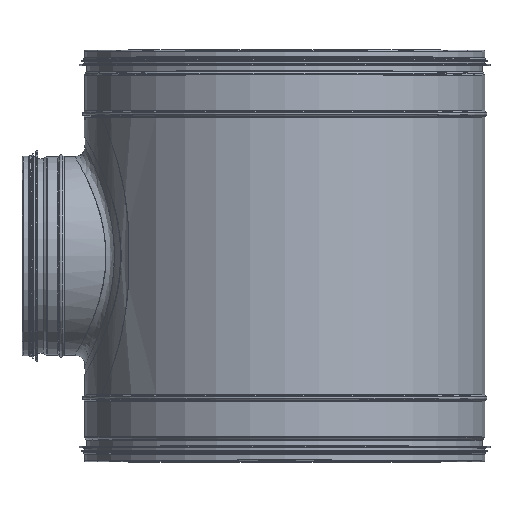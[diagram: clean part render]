
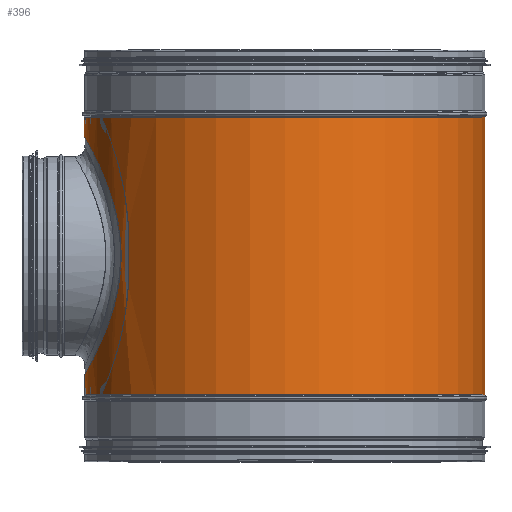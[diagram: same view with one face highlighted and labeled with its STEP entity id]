
A CAD part, top view. The second image highlights one B-rep face of the part: STEP entity #396.
In plain terms, the highlighted cylindrical face has radius 199.4 mm (diameter 398.8 mm), a full revolution.
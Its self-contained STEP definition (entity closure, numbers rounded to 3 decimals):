
#125=CARTESIAN_POINT('',(-163.4,204.5,-114.284));
#126=VERTEX_POINT('',#125);
#162=CARTESIAN_POINT('',(-163.4,204.5,114.284));
#163=VERTEX_POINT('',#162);
#186=CARTESIAN_POINT('',(-199.4,85.5,0.));
#187=VERTEX_POINT('',#186);
#188=CARTESIAN_POINT('',(-163.4,204.5,114.284));
#189=CARTESIAN_POINT('',(-163.4,197.001,114.284));
#190=CARTESIAN_POINT('',(-163.887,189.3,113.598));
#191=CARTESIAN_POINT('',(-165.82,174.063,110.756));
#192=CARTESIAN_POINT('',(-167.263,166.526,108.603));
#193=CARTESIAN_POINT('',(-170.801,152.111,102.95));
#194=CARTESIAN_POINT('',(-172.893,145.219,99.446));
#195=CARTESIAN_POINT('',(-177.3,132.452,91.359));
#196=CARTESIAN_POINT('',(-179.609,126.576,86.774));
#197=CARTESIAN_POINT('',(-184.038,116.079,76.94));
#198=CARTESIAN_POINT('',(-186.322,111.081,71.324));
#199=CARTESIAN_POINT('',(-190.595,102.182,58.964));
#200=CARTESIAN_POINT('',(-192.579,98.281,52.221));
#201=CARTESIAN_POINT('',(-195.881,91.948,38.001));
#202=CARTESIAN_POINT('',(-197.201,89.512,30.509));
#203=CARTESIAN_POINT('',(-198.961,86.287,15.284));
#204=CARTESIAN_POINT('',(-199.4,85.5,7.551));
#205=CARTESIAN_POINT('',(-199.4,85.5,0.));
#206=B_SPLINE_CURVE_WITH_KNOTS('',3,(#188,#189,#190,#191,#192,#193,#194,#195,#196,#197,#198,#199,#200,#201,#202,#203,#204,#205),.UNSPECIFIED.,.F.,.U.,(4,2,2,2,2,2,2,2,4),(0.0,2.25,4.499,6.749,8.998,11.264,13.529,15.794,18.06),.UNSPECIFIED.);
#207=EDGE_CURVE('',#163,#187,#206,.T.);
#248=CARTESIAN_POINT('',(-199.4,85.5,0.));
#249=CARTESIAN_POINT('',(-199.4,85.5,-7.551));
#250=CARTESIAN_POINT('',(-198.961,86.287,-15.284));
#251=CARTESIAN_POINT('',(-197.201,89.512,-30.509));
#252=CARTESIAN_POINT('',(-195.881,91.948,-38.001));
#253=CARTESIAN_POINT('',(-192.579,98.281,-52.221));
#254=CARTESIAN_POINT('',(-190.595,102.182,-58.964));
#255=CARTESIAN_POINT('',(-186.322,111.081,-71.324));
#256=CARTESIAN_POINT('',(-184.038,116.079,-76.94));
#257=CARTESIAN_POINT('',(-179.609,126.576,-86.774));
#258=CARTESIAN_POINT('',(-177.3,132.452,-91.359));
#259=CARTESIAN_POINT('',(-172.893,145.219,-99.446));
#260=CARTESIAN_POINT('',(-170.801,152.111,-102.95));
#261=CARTESIAN_POINT('',(-167.263,166.526,-108.603));
#262=CARTESIAN_POINT('',(-165.82,174.063,-110.756));
#263=CARTESIAN_POINT('',(-163.887,189.3,-113.598));
#264=CARTESIAN_POINT('',(-163.4,197.001,-114.284));
#265=CARTESIAN_POINT('',(-163.4,204.5,-114.284));
#266=B_SPLINE_CURVE_WITH_KNOTS('',3,(#248,#249,#250,#251,#252,#253,#254,#255,#256,#257,#258,#259,#260,#261,#262,#263,#264,#265),.UNSPECIFIED.,.F.,.U.,(4,2,2,2,2,2,2,2,4),(18.06,20.325,22.59,24.856,27.121,29.371,31.62,33.87,36.119),.UNSPECIFIED.);
#267=EDGE_CURVE('',#187,#126,#266,.T.);
#277=CARTESIAN_POINT('',(-199.4,323.5,0.0));
#278=VERTEX_POINT('',#277);
#279=CARTESIAN_POINT('',(-199.4,323.5,0.));
#280=CARTESIAN_POINT('',(-199.4,323.5,7.551));
#281=CARTESIAN_POINT('',(-198.961,322.713,15.284));
#282=CARTESIAN_POINT('',(-197.201,319.488,30.509));
#283=CARTESIAN_POINT('',(-195.881,317.052,38.001));
#284=CARTESIAN_POINT('',(-192.579,310.719,52.221));
#285=CARTESIAN_POINT('',(-190.595,306.818,58.964));
#286=CARTESIAN_POINT('',(-186.322,297.919,71.324));
#287=CARTESIAN_POINT('',(-184.038,292.921,76.94));
#288=CARTESIAN_POINT('',(-179.609,282.424,86.774));
#289=CARTESIAN_POINT('',(-177.3,276.548,91.359));
#290=CARTESIAN_POINT('',(-172.893,263.781,99.446));
#291=CARTESIAN_POINT('',(-170.801,256.889,102.95));
#292=CARTESIAN_POINT('',(-167.263,242.474,108.603));
#293=CARTESIAN_POINT('',(-165.82,234.937,110.756));
#294=CARTESIAN_POINT('',(-163.887,219.7,113.598));
#295=CARTESIAN_POINT('',(-163.4,211.999,114.284));
#296=CARTESIAN_POINT('',(-163.4,204.5,114.284));
#297=B_SPLINE_CURVE_WITH_KNOTS('',3,(#279,#280,#281,#282,#283,#284,#285,#286,#287,#288,#289,#290,#291,#292,#293,#294,#295,#296),.UNSPECIFIED.,.F.,.U.,(4,2,2,2,2,2,2,2,4),(54.179,56.445,58.71,60.975,63.241,65.49,67.74,69.989,72.239),.UNSPECIFIED.);
#298=EDGE_CURVE('',#278,#163,#297,.T.);
#300=CARTESIAN_POINT('',(-163.4,204.5,-114.284));
#301=CARTESIAN_POINT('',(-163.4,211.999,-114.284));
#302=CARTESIAN_POINT('',(-163.887,219.7,-113.598));
#303=CARTESIAN_POINT('',(-165.82,234.937,-110.756));
#304=CARTESIAN_POINT('',(-167.263,242.474,-108.603));
#305=CARTESIAN_POINT('',(-170.801,256.889,-102.95));
#306=CARTESIAN_POINT('',(-172.893,263.781,-99.446));
#307=CARTESIAN_POINT('',(-177.3,276.548,-91.359));
#308=CARTESIAN_POINT('',(-179.609,282.424,-86.774));
#309=CARTESIAN_POINT('',(-184.038,292.921,-76.94));
#310=CARTESIAN_POINT('',(-186.322,297.919,-71.324));
#311=CARTESIAN_POINT('',(-190.595,306.818,-58.964));
#312=CARTESIAN_POINT('',(-192.579,310.719,-52.221));
#313=CARTESIAN_POINT('',(-195.881,317.052,-38.001));
#314=CARTESIAN_POINT('',(-197.201,319.488,-30.509));
#315=CARTESIAN_POINT('',(-198.961,322.713,-15.284));
#316=CARTESIAN_POINT('',(-199.4,323.5,-7.551));
#317=CARTESIAN_POINT('',(-199.4,323.5,0.));
#318=B_SPLINE_CURVE_WITH_KNOTS('',3,(#300,#301,#302,#303,#304,#305,#306,#307,#308,#309,#310,#311,#312,#313,#314,#315,#316,#317),.UNSPECIFIED.,.F.,.U.,(4,2,2,2,2,2,2,2,4),(36.119,38.369,40.619,42.868,45.118,47.383,49.648,51.914,54.179),.UNSPECIFIED.);
#319=EDGE_CURVE('',#126,#278,#318,.T.);
#363=CARTESIAN_POINT('',(0.0,135.5,0.0));
#364=DIRECTION('',(0.0,-1.0,0.0));
#365=DIRECTION('',(1.0,0.0,0.0));
#366=AXIS2_PLACEMENT_3D('',#363,#364,#365);
#367=CYLINDRICAL_SURFACE('',#366,199.4);
#368=CARTESIAN_POINT('',(199.4,342.5,0.0));
#369=VERTEX_POINT('',#368);
#370=CARTESIAN_POINT('',(0.0,342.5,0.0));
#371=DIRECTION('',(0.0,-1.0,0.0));
#372=DIRECTION('',(1.0,0.0,0.0));
#373=AXIS2_PLACEMENT_3D('',#370,#371,#372);
#374=CIRCLE('',#373,199.4);
#375=EDGE_CURVE('',#369,#369,#374,.T.);
#376=ORIENTED_EDGE('',*,*,#375,.T.);
#377=EDGE_LOOP('',(#376));
#378=FACE_OUTER_BOUND('',#377,.T.);
#379=ORIENTED_EDGE('',*,*,#267,.T.);
#380=ORIENTED_EDGE('',*,*,#319,.T.);
#381=ORIENTED_EDGE('',*,*,#298,.T.);
#382=ORIENTED_EDGE('',*,*,#207,.T.);
#383=EDGE_LOOP('',(#379,#380,#381,#382));
#384=FACE_BOUND('',#383,.T.);
#385=CARTESIAN_POINT('',(199.4,66.5,0.0));
#386=VERTEX_POINT('',#385);
#387=CARTESIAN_POINT('',(0.0,66.5,0.0));
#388=DIRECTION('',(0.0,-1.0,0.0));
#389=DIRECTION('',(1.0,0.0,0.0));
#390=AXIS2_PLACEMENT_3D('',#387,#388,#389);
#391=CIRCLE('',#390,199.4);
#392=EDGE_CURVE('',#386,#386,#391,.T.);
#393=ORIENTED_EDGE('',*,*,#392,.F.);
#394=EDGE_LOOP('',(#393));
#395=FACE_BOUND('',#394,.T.);
#396=ADVANCED_FACE('',(#378,#384,#395),#367,.T.);
